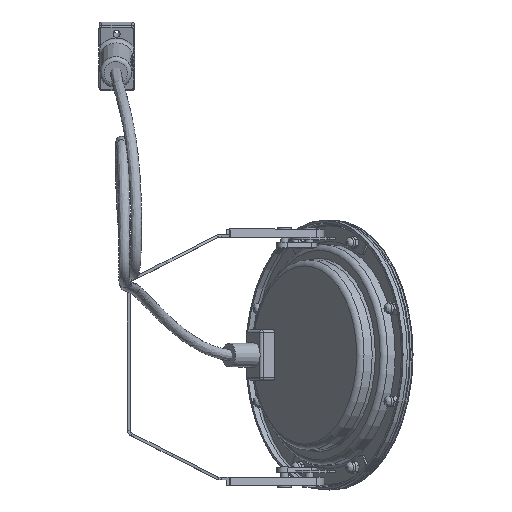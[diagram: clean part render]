
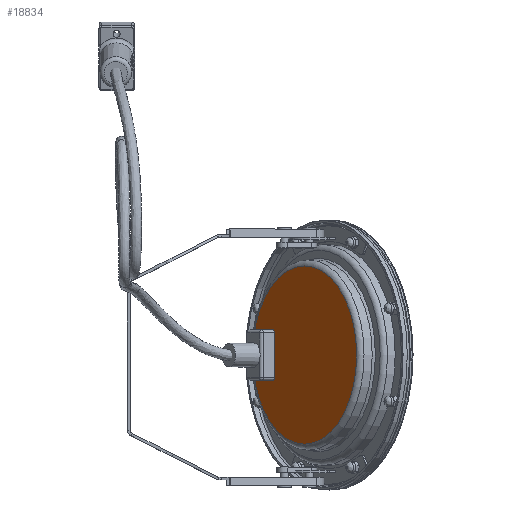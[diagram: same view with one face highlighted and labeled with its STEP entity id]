
A CAD part, top view. The second image highlights one B-rep face of the part: STEP entity #18834.
In plain terms, the highlighted face is planar.
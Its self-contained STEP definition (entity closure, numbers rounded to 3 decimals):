
#771=FACE_BOUND('',#6214,.T.);
#1238=LINE('',#30227,#3142);
#1241=LINE('',#30235,#3145);
#1244=LINE('',#30243,#3148);
#1246=LINE('',#30249,#3150);
#3142=VECTOR('',#21845,10.);
#3145=VECTOR('',#21854,10.);
#3148=VECTOR('',#21863,10.);
#3150=VECTOR('',#21871,10.);
#5072=FACE_OUTER_BOUND('',#6213,.T.);
#6213=EDGE_LOOP('',(#13774,#13775));
#6214=EDGE_LOOP('',(#13776,#13777,#13778,#13779,#13780,#13781,#13782,#13783));
#7009=CIRCLE('',#19869,2.);
#7010=CIRCLE('',#19872,2.);
#7011=CIRCLE('',#19875,2.);
#7012=CIRCLE('',#19878,2.);
#7080=CIRCLE('',#20121,65.422);
#7081=CIRCLE('',#20122,65.422);
#7811=VERTEX_POINT('',#30219);
#7812=VERTEX_POINT('',#30221);
#7813=VERTEX_POINT('',#30225);
#7814=VERTEX_POINT('',#30229);
#7815=VERTEX_POINT('',#30233);
#7816=VERTEX_POINT('',#30237);
#7817=VERTEX_POINT('',#30241);
#7818=VERTEX_POINT('',#30245);
#8073=VERTEX_POINT('',#31072);
#8074=VERTEX_POINT('',#31073);
#9746=EDGE_CURVE('',#7811,#7812,#7009,.F.);
#9749=EDGE_CURVE('',#7811,#7813,#1238,.T.);
#9751=EDGE_CURVE('',#7814,#7813,#7010,.F.);
#9753=EDGE_CURVE('',#7814,#7815,#1241,.T.);
#9755=EDGE_CURVE('',#7816,#7815,#7011,.F.);
#9757=EDGE_CURVE('',#7816,#7817,#1244,.T.);
#9759=EDGE_CURVE('',#7818,#7817,#7012,.F.);
#9760=EDGE_CURVE('',#7818,#7812,#1246,.T.);
#10155=EDGE_CURVE('',#8073,#8074,#7080,.T.);
#10156=EDGE_CURVE('',#8074,#8073,#7081,.T.);
#13774=ORIENTED_EDGE('',*,*,#10155,.F.);
#13775=ORIENTED_EDGE('',*,*,#10156,.F.);
#13776=ORIENTED_EDGE('',*,*,#9760,.T.);
#13777=ORIENTED_EDGE('',*,*,#9746,.F.);
#13778=ORIENTED_EDGE('',*,*,#9749,.T.);
#13779=ORIENTED_EDGE('',*,*,#9751,.F.);
#13780=ORIENTED_EDGE('',*,*,#9753,.T.);
#13781=ORIENTED_EDGE('',*,*,#9755,.F.);
#13782=ORIENTED_EDGE('',*,*,#9757,.T.);
#13783=ORIENTED_EDGE('',*,*,#9759,.F.);
#17395=PLANE('',#20120);
#18834=ADVANCED_FACE('',(#5072,#771),#17395,.T.);
#19869=AXIS2_PLACEMENT_3D('',#30222,#21839,#21840);
#19872=AXIS2_PLACEMENT_3D('',#30231,#21849,#21850);
#19875=AXIS2_PLACEMENT_3D('',#30239,#21858,#21859);
#19878=AXIS2_PLACEMENT_3D('',#30247,#21867,#21868);
#20120=AXIS2_PLACEMENT_3D('',#31071,#22679,#22680);
#20121=AXIS2_PLACEMENT_3D('',#31074,#22681,#22682);
#20122=AXIS2_PLACEMENT_3D('',#31075,#22683,#22684);
#21839=DIRECTION('center_axis',(0.,0.,1.));
#21840=DIRECTION('ref_axis',(0.707,0.707,0.));
#21845=DIRECTION('',(-1.,0.,0.));
#21849=DIRECTION('center_axis',(0.,0.,1.));
#21850=DIRECTION('ref_axis',(-0.707,0.707,0.));
#21854=DIRECTION('',(0.,-1.,0.));
#21858=DIRECTION('center_axis',(0.,0.,1.));
#21859=DIRECTION('ref_axis',(-0.707,-0.707,0.));
#21863=DIRECTION('',(1.,0.,0.));
#21867=DIRECTION('center_axis',(0.,0.,1.));
#21868=DIRECTION('ref_axis',(0.707,-0.707,0.));
#21871=DIRECTION('',(0.,1.,0.));
#22679=DIRECTION('center_axis',(0.,0.,-1.));
#22680=DIRECTION('ref_axis',(-1.,0.,0.));
#22681=DIRECTION('center_axis',(0.,0.,1.));
#22682=DIRECTION('ref_axis',(1.,0.,0.));
#22683=DIRECTION('center_axis',(0.,0.,1.));
#22684=DIRECTION('ref_axis',(1.,0.,0.));
#30219=CARTESIAN_POINT('',(16.514,-37.995,-27.645));
#30221=CARTESIAN_POINT('',(18.514,-39.995,-27.645));
#30222=CARTESIAN_POINT('Origin',(16.514,-39.995,-27.645));
#30225=CARTESIAN_POINT('',(-16.558,-37.995,-27.645));
#30227=CARTESIAN_POINT('',(23.432,-37.995,-27.645));
#30229=CARTESIAN_POINT('',(-18.558,-39.995,-27.645));
#30231=CARTESIAN_POINT('Origin',(-16.558,-39.995,-27.645));
#30233=CARTESIAN_POINT('',(-18.558,-55.977,-27.645));
#30235=CARTESIAN_POINT('',(-18.558,-28.988,-27.645));
#30237=CARTESIAN_POINT('',(-16.558,-57.977,-27.645));
#30239=CARTESIAN_POINT('Origin',(-16.558,-55.977,-27.645));
#30241=CARTESIAN_POINT('',(16.514,-57.977,-27.645));
#30243=CARTESIAN_POINT('',(41.968,-57.977,-27.645));
#30245=CARTESIAN_POINT('',(18.514,-55.977,-27.645));
#30247=CARTESIAN_POINT('Origin',(16.514,-55.977,-27.645));
#30249=CARTESIAN_POINT('',(18.514,-18.998,-27.645));
#31071=CARTESIAN_POINT('Origin',(65.422,0.,-27.645));
#31072=CARTESIAN_POINT('',(65.422,0.,-27.645));
#31073=CARTESIAN_POINT('',(-65.422,0.,-27.645));
#31074=CARTESIAN_POINT('Origin',(0.,0.,-27.645));
#31075=CARTESIAN_POINT('Origin',(0.,0.,-27.645));
